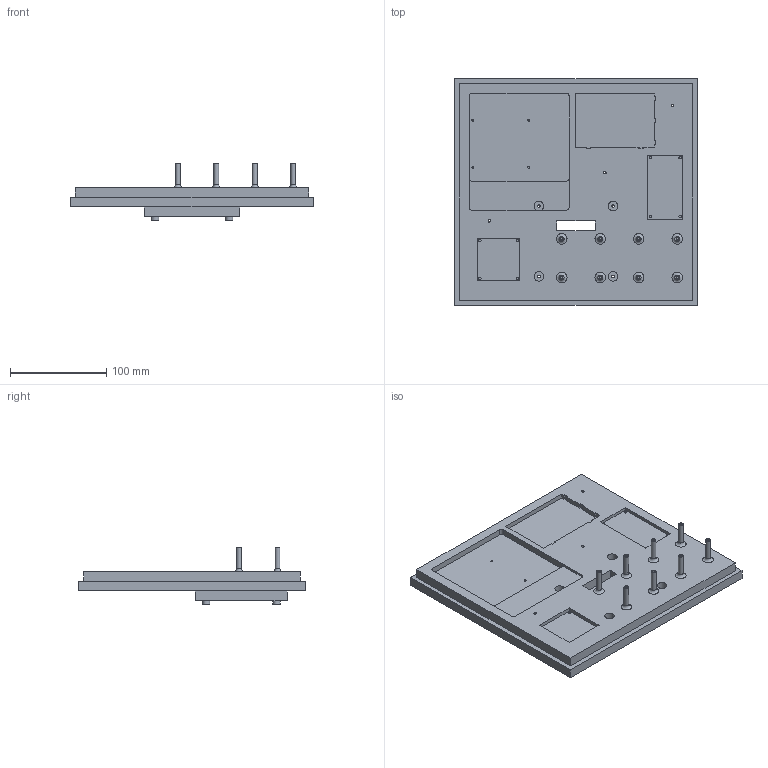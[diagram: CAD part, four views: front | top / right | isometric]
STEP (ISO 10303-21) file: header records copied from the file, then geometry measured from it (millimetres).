
FILE_DESCRIPTION(/* description */ (''),/* implementation_level */ '2;1');
FILE_NAME(/* name */ 'Base.step',/* time_stamp */ '2025-08-14T18:04:53+01:00',/* author */ (''),/* organization */ (''),/* preprocessor_version */ 'ST-DEVELOPER v20.1',/* originating_system */ 'Autodesk Translation Framework v14.10.0.0',/* authorisation */ '');
FILE_SCHEMA (('AUTOMOTIVE_DESIGN { 1 0 10303 214 3 1 1 }'));
Length unit declared in the file: millimetre
Products named in the file (1): Base
Bounding box: 252 x 235 x 59 mm (x, y, z)
Volume: 1108064.6 mm3; surface area: 158238 mm2
Topology: 1 solids, 1 shells, 155 faces, 332 edges, 220 vertices
Faces by surface type: plane 98, cylinder 49, torus 8
Full cylindrical faces by diameter (mm): 2 x4, 2.5 x19, 2.7 x4, 5 x8, 8 x4, 10 x3
Entity records: 4284 total; most frequent: DIRECTION 762, CARTESIAN_POINT 708, ORIENTED_EDGE 664, EDGE_CURVE 332, AXIS2_PLACEMENT_3D 274, VERTEX_POINT 220, LINE 214, VECTOR 214
